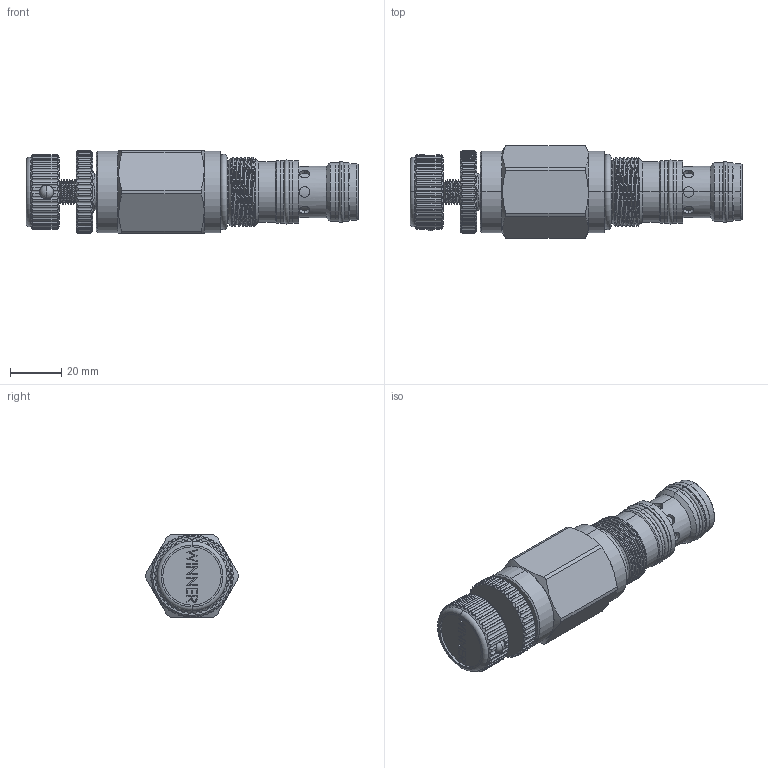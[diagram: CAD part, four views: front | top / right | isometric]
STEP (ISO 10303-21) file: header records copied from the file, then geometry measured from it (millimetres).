
FILE_DESCRIPTION (( 'STEP AP203' ), '1' );
FILE_NAME ('CB27M3D(3H)-K.STEP', '2021-06-24T08:50:37', ( '' ), ( '' ), 'SwSTEP 2.0', 'SolidWorks 2018', '' );
FILE_SCHEMA (( 'CONFIG_CONTROL_DESIGN' ));
Length unit declared in the file: millimetre
Products named in the file (1): CB27M3D(3H)-K
Bounding box: 129.4 x 36.1 x 32.2 mm (x, y, z)
Volume: 77913 mm3; surface area: 18506.9 mm2
Topology: 2 solids, 2 shells, 514 faces, 1372 edges, 898 vertices
Faces by surface type: cylinder 340, plane 110, cone 35, bspline 15, torus 12, sphere 2
Entity records: 29273 total; most frequent: CARTESIAN_POINT 17024, ORIENTED_EDGE 2744, DIRECTION 2292, EDGE_CURVE 1372, VERTEX_POINT 898, AXIS2_PLACEMENT_3D 858, VECTOR 576, LINE 576
